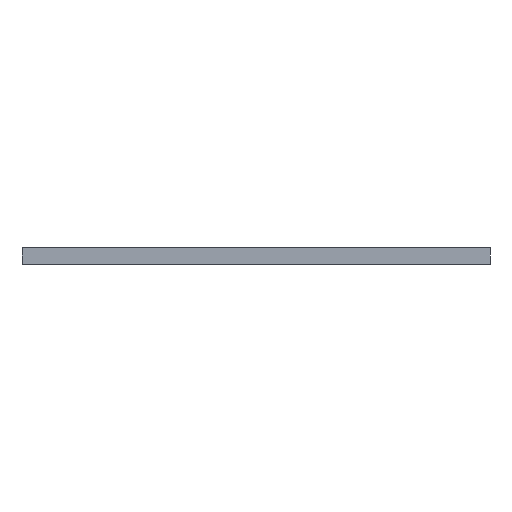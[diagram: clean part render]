
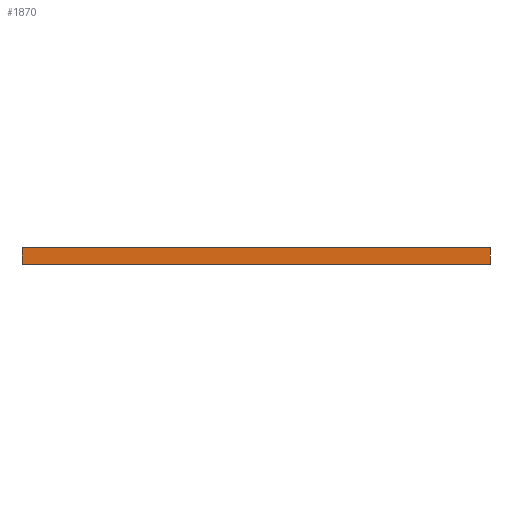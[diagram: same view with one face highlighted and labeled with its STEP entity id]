
A CAD part, front view. The second image highlights one B-rep face of the part: STEP entity #1870.
In plain terms, the highlighted planar face has unit normal (0.001, -1, 0).
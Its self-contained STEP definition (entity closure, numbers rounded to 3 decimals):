
#194 = VERTEX_POINT('',#195);
#195 = CARTESIAN_POINT('',(165.887,-135.458,0.));
#201 = EDGE_CURVE('',#194,#202,#204,.T.);
#202 = VERTEX_POINT('',#203);
#203 = CARTESIAN_POINT('',(119.736,-135.484,0.));
#204 = LINE('',#205,#206);
#205 = CARTESIAN_POINT('',(165.887,-135.458,0.));
#206 = VECTOR('',#207,1.);
#207 = DIRECTION('',(-1.,-0.001,0.));
#933 = VERTEX_POINT('',#934);
#934 = CARTESIAN_POINT('',(165.887,-135.458,1.6));
#940 = EDGE_CURVE('',#933,#941,#943,.T.);
#941 = VERTEX_POINT('',#942);
#942 = CARTESIAN_POINT('',(119.736,-135.484,1.6));
#943 = LINE('',#944,#945);
#944 = CARTESIAN_POINT('',(165.887,-135.458,1.6));
#945 = VECTOR('',#946,1.);
#946 = DIRECTION('',(-1.,-0.001,0.));
#1842 = EDGE_CURVE('',#194,#933,#1843,.T.);
#1843 = LINE('',#1844,#1845);
#1844 = CARTESIAN_POINT('',(165.887,-135.458,0.));
#1845 = VECTOR('',#1846,1.);
#1846 = DIRECTION('',(0.,0.,1.));
#1870 = ADVANCED_FACE('',(#1871),#1882,.T.);
#1871 = FACE_BOUND('',#1872,.T.);
#1872 = EDGE_LOOP('',(#1873,#1874,#1875,#1881));
#1873 = ORIENTED_EDGE('',*,*,#1842,.T.);
#1874 = ORIENTED_EDGE('',*,*,#940,.T.);
#1875 = ORIENTED_EDGE('',*,*,#1876,.F.);
#1876 = EDGE_CURVE('',#202,#941,#1877,.T.);
#1877 = LINE('',#1878,#1879);
#1878 = CARTESIAN_POINT('',(119.736,-135.484,0.));
#1879 = VECTOR('',#1880,1.);
#1880 = DIRECTION('',(0.,0.,1.));
#1881 = ORIENTED_EDGE('',*,*,#201,.F.);
#1882 = PLANE('',#1883);
#1883 = AXIS2_PLACEMENT_3D('',#1884,#1885,#1886);
#1884 = CARTESIAN_POINT('',(165.887,-135.458,0.));
#1885 = DIRECTION('',(0.001,-1.,0.));
#1886 = DIRECTION('',(-1.,-0.001,0.));
